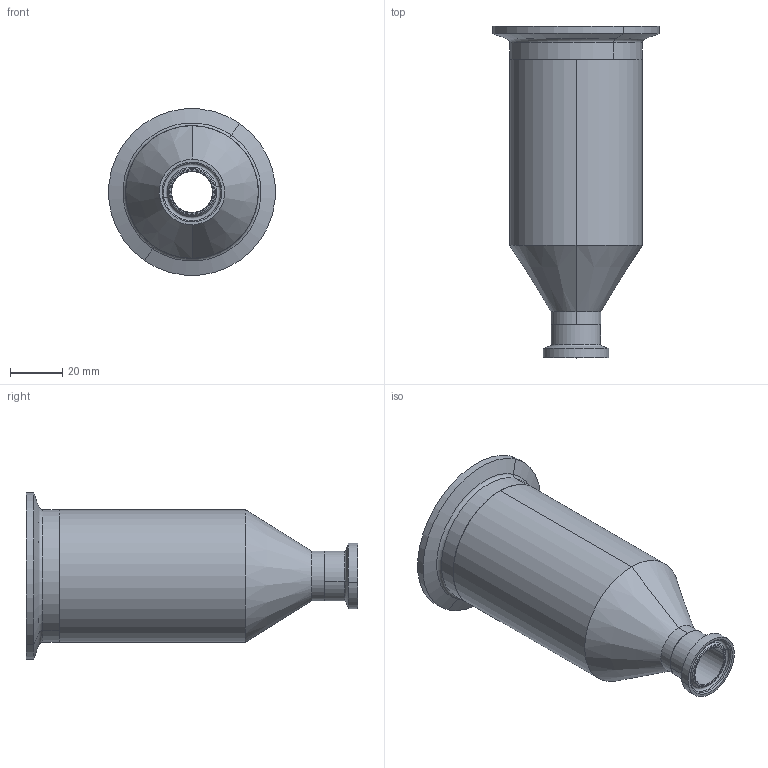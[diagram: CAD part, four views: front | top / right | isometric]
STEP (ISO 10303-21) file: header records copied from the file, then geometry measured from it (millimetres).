
FILE_DESCRIPTION (( 'STEP AP214' ), '1' );
FILE_NAME ('DT21C 50.8x19.05 B.STEP', '2014-03-18T02:27:43', ( '' ), ( '' ), 'SwSTEP 2.0', 'SolidWorks 2013', '' );
FILE_SCHEMA (( 'AUTOMOTIVE_DESIGN' ));
Length unit declared in the file: inch
Products named in the file (4): DT21C 50.8x19.05 B; DT21C 50.8x19.05; 21C 50.8; 21C 19.05
Assembly tree (3 placements, depth 2):
  DT21C 50.8x19.05 B
    DT21C 50.8x19.05
    21C 50.8
    21C 19.05
Bounding box: 63.7 x 127 x 63.7 mm (x, y, z)
Volume: 32055.9 mm3; surface area: 38024.8 mm2
Topology: 3 solids, 3 shells, 66 faces, 132 edges, 74 vertices
Faces by surface type: cylinder 22, torus 22, cone 14, plane 8
Entity records: 1902 total; most frequent: DIRECTION 372, CARTESIAN_POINT 278, ORIENTED_EDGE 264, AXIS2_PLACEMENT_3D 168, EDGE_CURVE 132, CIRCLE 96, EDGE_LOOP 74, VERTEX_POINT 74
